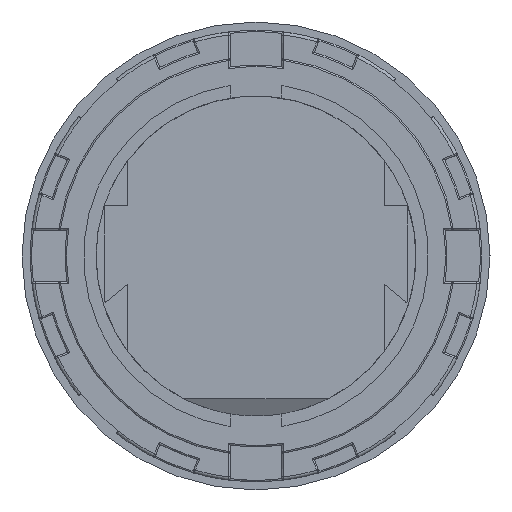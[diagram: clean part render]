
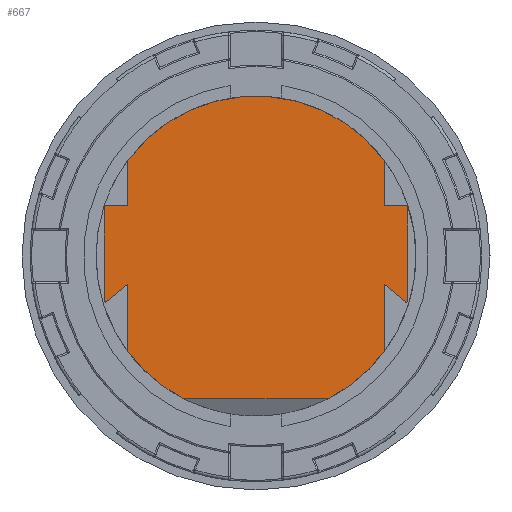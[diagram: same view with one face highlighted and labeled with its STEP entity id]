
A CAD part, front view. The second image highlights one B-rep face of the part: STEP entity #667.
In plain terms, the highlighted planar face has unit normal (0, -1, 0).
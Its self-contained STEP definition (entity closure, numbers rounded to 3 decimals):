
#667 = ADVANCED_FACE( '', ( #1514 ), #1515, .T. );
#1514 = FACE_OUTER_BOUND( '', #2881, .T. );
#1515 = PLANE( '', #2882 );
#2881 = EDGE_LOOP( '', ( #5052, #5053, #5054, #5055, #5056, #5057, #5058, #5059, #5060, #5061, #5062, #5063, #5064, #5065, #5066, #5067 ) );
#2882 = AXIS2_PLACEMENT_3D( '', #5068, #5069, #5070 );
#5052 = ORIENTED_EDGE( '', *, *, #6633, .T. );
#5053 = ORIENTED_EDGE( '', *, *, #6680, .T. );
#5054 = ORIENTED_EDGE( '', *, *, #6629, .T. );
#5055 = ORIENTED_EDGE( '', *, *, #7201, .T. );
#5056 = ORIENTED_EDGE( '', *, *, #7242, .T. );
#5057 = ORIENTED_EDGE( '', *, *, #6827, .T. );
#5058 = ORIENTED_EDGE( '', *, *, #7376, .T. );
#5059 = ORIENTED_EDGE( '', *, *, #7377, .T. );
#5060 = ORIENTED_EDGE( '', *, *, #7378, .T. );
#5061 = ORIENTED_EDGE( '', *, *, #6638, .T. );
#5062 = ORIENTED_EDGE( '', *, *, #7082, .F. );
#5063 = ORIENTED_EDGE( '', *, *, #7379, .T. );
#5064 = ORIENTED_EDGE( '', *, *, #7380, .T. );
#5065 = ORIENTED_EDGE( '', *, *, #7012, .T. );
#5066 = ORIENTED_EDGE( '', *, *, #7381, .T. );
#5067 = ORIENTED_EDGE( '', *, *, #7382, .F. );
#5068 = CARTESIAN_POINT( '', ( 0., -2.152, 0. ) );
#5069 = DIRECTION( '', ( 0., -1., 0. ) );
#5070 = DIRECTION( '', ( 0., 0., 1. ) );
#6629 = EDGE_CURVE( '', #7796, #7794, #7797, .T. );
#6633 = EDGE_CURVE( '', #7804, #7802, #7805, .T. );
#6638 = EDGE_CURVE( '', #7814, #7812, #7815, .T. );
#6680 = EDGE_CURVE( '', #7802, #7796, #7890, .F. );
#6827 = EDGE_CURVE( '', #8147, #8145, #8148, .T. );
#7012 = EDGE_CURVE( '', #8455, #8453, #8456, .T. );
#7082 = EDGE_CURVE( '', #8564, #7812, #8565, .F. );
#7201 = EDGE_CURVE( '', #7794, #8741, #8742, .F. );
#7242 = EDGE_CURVE( '', #8741, #8147, #8803, .T. );
#7376 = EDGE_CURVE( '', #8145, #8987, #8988, .F. );
#7377 = EDGE_CURVE( '', #8987, #8989, #8990, .T. );
#7378 = EDGE_CURVE( '', #8989, #7814, #8991, .F. );
#7379 = EDGE_CURVE( '', #8564, #8992, #8993, .T. );
#7380 = EDGE_CURVE( '', #8992, #8455, #8994, .T. );
#7381 = EDGE_CURVE( '', #8453, #8995, #8996, .T. );
#7382 = EDGE_CURVE( '', #7804, #8995, #8997, .F. );
#7794 = VERTEX_POINT( '', #9480 );
#7796 = VERTEX_POINT( '', #9483 );
#7797 = CIRCLE( '', #9484, 10.2 );
#7802 = VERTEX_POINT( '', #9490 );
#7804 = VERTEX_POINT( '', #9493 );
#7805 = CIRCLE( '', #9494, 10.2 );
#7812 = VERTEX_POINT( '', #9502 );
#7814 = VERTEX_POINT( '', #9505 );
#7815 = CIRCLE( '', #9506, 10.2 );
#7890 = LINE( '', #9668, #9669 );
#8145 = VERTEX_POINT( '', #10154 );
#8147 = VERTEX_POINT( '', #10157 );
#8148 = CIRCLE( '', #10158, 0.1 );
#8453 = VERTEX_POINT( '', #10787 );
#8455 = VERTEX_POINT( '', #10790 );
#8456 = CIRCLE( '', #10791, 0.1 );
#8564 = VERTEX_POINT( '', #10967 );
#8565 = LINE( '', #10968, #10969 );
#8741 = VERTEX_POINT( '', #11334 );
#8742 = LINE( '', #11335, #11336 );
#8803 = LINE( '', #11447, #11448 );
#8987 = VERTEX_POINT( '', #11764 );
#8988 = LINE( '', #11765, #11766 );
#8989 = VERTEX_POINT( '', #11767 );
#8990 = LINE( '', #11768, #11769 );
#8991 = LINE( '', #11770, #11771 );
#8992 = VERTEX_POINT( '', #11772 );
#8993 = LINE( '', #11773, #11774 );
#8994 = LINE( '', #11775, #11776 );
#8995 = VERTEX_POINT( '', #11777 );
#8996 = LINE( '', #11778, #11779 );
#8997 = LINE( '', #11780, #11781 );
#9480 = CARTESIAN_POINT( '', ( 8.174, -2.152, -6.102 ) );
#9483 = CARTESIAN_POINT( '', ( 4.606, -2.152, -9.101 ) );
#9484 = AXIS2_PLACEMENT_3D( '', #12707, #12708, #12709 );
#9490 = CARTESIAN_POINT( '', ( -4.61, -2.152, -9.099 ) );
#9493 = CARTESIAN_POINT( '', ( -8.176, -2.152, -6.098 ) );
#9494 = AXIS2_PLACEMENT_3D( '', #12715, #12716, #12717 );
#9502 = CARTESIAN_POINT( '', ( -8.174, -2.152, 6.102 ) );
#9505 = CARTESIAN_POINT( '', ( 8.176, -2.152, 6.098 ) );
#9506 = AXIS2_PLACEMENT_3D( '', #12726, #12727, #12728 );
#9668 = CARTESIAN_POINT( '', ( -0.002, -2.152, -9.1 ) );
#9669 = VECTOR( '', #12792, 1000. );
#10154 = CARTESIAN_POINT( '', ( 9.684, -2.152, -2.841 ) );
#10157 = CARTESIAN_POINT( '', ( 9.521, -2.152, -2.918 ) );
#10158 = AXIS2_PLACEMENT_3D( '', #12977, #12978, #12979 );
#10787 = CARTESIAN_POINT( '', ( -9.522, -2.152, -2.914 ) );
#10790 = CARTESIAN_POINT( '', ( -9.686, -2.152, -2.837 ) );
#10791 = AXIS2_PLACEMENT_3D( '', #13211, #13212, #13213 );
#10967 = CARTESIAN_POINT( '', ( -8.174, -2.152, 3.202 ) );
#10968 = CARTESIAN_POINT( '', ( -8.178, -2.152, -11.199 ) );
#10969 = VECTOR( '', #13317, 1000. );
#11334 = CARTESIAN_POINT( '', ( 8.175, -2.152, -1.802 ) );
#11335 = CARTESIAN_POINT( '', ( 8.175, -2.152, -0.002 ) );
#11336 = VECTOR( '', #13452, 1000. );
#11447 = CARTESIAN_POINT( '', ( 2.446, -2.152, 2.949 ) );
#11448 = VECTOR( '', #13496, 1000. );
#11764 = CARTESIAN_POINT( '', ( 9.686, -2.152, 3.198 ) );
#11765 = CARTESIAN_POINT( '', ( 9.685, -2.152, -0.002 ) );
#11766 = VECTOR( '', #13652, 1000. );
#11767 = CARTESIAN_POINT( '', ( 8.176, -2.152, 3.198 ) );
#11768 = CARTESIAN_POINT( '', ( 0.001, -2.152, 3.2 ) );
#11769 = VECTOR( '', #13653, 1000. );
#11770 = CARTESIAN_POINT( '', ( 8.175, -2.152, -0.002 ) );
#11771 = VECTOR( '', #13654, 1000. );
#11772 = CARTESIAN_POINT( '', ( -9.684, -2.152, 3.202 ) );
#11773 = CARTESIAN_POINT( '', ( 0.001, -2.152, 3.2 ) );
#11774 = VECTOR( '', #13655, 1000. );
#11775 = CARTESIAN_POINT( '', ( -9.685, -2.152, 0.002 ) );
#11776 = VECTOR( '', #13656, 1000. );
#11777 = CARTESIAN_POINT( '', ( -8.175, -2.152, -1.798 ) );
#11778 = CARTESIAN_POINT( '', ( -2.444, -2.152, 2.95 ) );
#11779 = VECTOR( '', #13657, 1000. );
#11780 = CARTESIAN_POINT( '', ( -8.178, -2.152, -11.199 ) );
#11781 = VECTOR( '', #13658, 1000. );
#12707 = CARTESIAN_POINT( '', ( 0., -2.152, 0. ) );
#12708 = DIRECTION( '', ( 0., -1., 0. ) );
#12709 = DIRECTION( '', ( 0., 0., 1. ) );
#12715 = CARTESIAN_POINT( '', ( 0., -2.152, 0. ) );
#12716 = DIRECTION( '', ( 0., -1., 0. ) );
#12717 = DIRECTION( '', ( 0., 0., 1. ) );
#12726 = CARTESIAN_POINT( '', ( 0., -2.152, 0. ) );
#12727 = DIRECTION( '', ( 0., -1., 0. ) );
#12728 = DIRECTION( '', ( 0., 0., 1. ) );
#12792 = DIRECTION( '', ( -1., 0., 0. ) );
#12977 = CARTESIAN_POINT( '', ( 9.584, -2.152, -2.841 ) );
#12978 = DIRECTION( '', ( 0., -1., 0. ) );
#12979 = DIRECTION( '', ( 0., 0., 1. ) );
#13211 = CARTESIAN_POINT( '', ( -9.586, -2.152, -2.837 ) );
#13212 = DIRECTION( '', ( 0., -1., 0. ) );
#13213 = DIRECTION( '', ( 0., 0., 1. ) );
#13317 = DIRECTION( '', ( 0., 0., -1. ) );
#13452 = DIRECTION( '', ( 0., 0., -1. ) );
#13496 = DIRECTION( '', ( 0.77, 0., -0.638 ) );
#13652 = DIRECTION( '', ( 0., 0., -1. ) );
#13653 = DIRECTION( '', ( -1., 0., 0. ) );
#13654 = DIRECTION( '', ( 0., 0., -1. ) );
#13655 = DIRECTION( '', ( -1., 0., 0. ) );
#13656 = DIRECTION( '', ( 0., 0., -1. ) );
#13657 = DIRECTION( '', ( 0.77, 0., 0.638 ) );
#13658 = DIRECTION( '', ( 0., 0., -1. ) );
